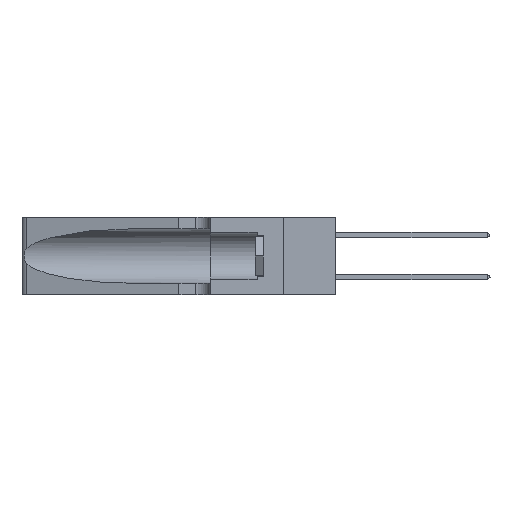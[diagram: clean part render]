
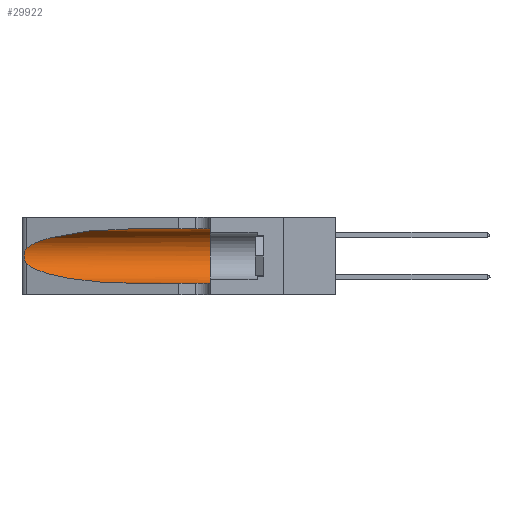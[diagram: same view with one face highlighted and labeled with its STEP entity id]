
A CAD part, left-side view. The second image highlights one B-rep face of the part: STEP entity #29922.
In plain terms, the highlighted cylindrical face has radius 3.308 mm (diameter 6.617 mm), a partial arc.
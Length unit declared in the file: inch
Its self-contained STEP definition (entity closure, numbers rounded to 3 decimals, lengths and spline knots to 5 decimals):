
#577 = EDGE_CURVE ( 'NONE', #1281, #21447, #26428, .T. ) ;
#940 = EDGE_CURVE ( 'NONE', #1281, #45326, #17280, .T. ) ;
#1281 = VERTEX_POINT ( 'NONE', #13282 ) ;
#1677 = CARTESIAN_POINT ( 'NONE',  ( 0.26075, 1.23896, 0.19203 ) ) ;
#1840 = CARTESIAN_POINT ( 'NONE',  ( 0.25639, 1.23186, 0.15144 ) ) ;
#2059 = DIRECTION ( 'NONE',  ( 0., -1., 0. ) ) ;
#2292 = VERTEX_POINT ( 'NONE', #8548 ) ;
#2448 = LINE ( 'NONE', #11689, #43219 ) ;
#2810 = CARTESIAN_POINT ( 'NONE',  ( 0.2373, 1.15595, 0.08982 ) ) ;
#4986 = ORIENTED_EDGE ( 'NONE', *, *, #15922, .T. ) ;
#5201 = ORIENTED_EDGE ( 'NONE', *, *, #577, .F. ) ;
#5427 = CARTESIAN_POINT ( 'NONE',  ( 0.25555, 1.22993, 0.14849 ) ) ;
#5685 = CARTESIAN_POINT ( 'NONE',  ( 0.1305, 1.61858, 0.185 ) ) ;
#6706 = CARTESIAN_POINT ( 'NONE',  ( 0.25487, 1.22718, 0.14631 ) ) ;
#8548 = CARTESIAN_POINT ( 'NONE',  ( 0.1305, 0.72297, 0.05475 ) ) ;
#8554 = CARTESIAN_POINT ( 'NONE',  ( 0.26075, 1.23896, 0.178 ) ) ;
#8868 = CARTESIAN_POINT ( 'NONE',  ( 0.26017, 1.23833, 0.17102 ) ) ;
#9961 = DIRECTION ( 'NONE',  ( 0., 0., 1. ) ) ;
#10154 = CARTESIAN_POINT ( 'NONE',  ( 0.25487, 1.22718, 0.14631 ) ) ;
#10850 = ORIENTED_EDGE ( 'NONE', *, *, #31712, .F. ) ;
#11077 = CARTESIAN_POINT ( 'NONE',  ( 0.25487, 1.22718, 0.22369 ) ) ;
#11689 = CARTESIAN_POINT ( 'NONE',  ( 0.1305, 1.61858, 0.05475 ) ) ;
#12478 = CARTESIAN_POINT ( 'NONE',  ( 0.25856, 1.23593, 0.16098 ) ) ;
#13282 = CARTESIAN_POINT ( 'NONE',  ( 0.1305, 0.72297, 0.31525 ) ) ;
#13581 = ORIENTED_EDGE ( 'NONE', *, *, #33988, .T. ) ;
#15922 = EDGE_CURVE ( 'NONE', #45326, #31112, #27018, .T. ) ;
#16518 = EDGE_LOOP ( 'NONE', ( #30527, #4986, #13581, #17835, #10850, #5201 ) ) ;
#16892 = AXIS2_PLACEMENT_3D ( 'NONE', #38500, #17634, #9961 ) ;
#17280 =( BOUNDED_CURVE ( )  B_SPLINE_CURVE ( 3, ( #21153, #46129, #42840, #24425 ),
 .UNSPECIFIED., .F., .T. ) 
 B_SPLINE_CURVE_WITH_KNOTS ( ( 4, 4 ),
 ( 1.5708, 2.84003 ),
 .UNSPECIFIED. ) 
 CURVE ( )  GEOMETRIC_REPRESENTATION_ITEM ( )  RATIONAL_B_SPLINE_CURVE ( ( 1., 0.87, 0.87, 1. ) ) 
 REPRESENTATION_ITEM ( '' )  );
#17634 = DIRECTION ( 'NONE',  ( 0., 1., 0. ) ) ;
#17835 = ORIENTED_EDGE ( 'NONE', *, *, #37417, .T. ) ;
#19793 = CYLINDRICAL_SURFACE ( 'NONE', #41306, 0.13025 ) ;
#20903 = CARTESIAN_POINT ( 'NONE',  ( 0.1305, 0.35, 0.05475 ) ) ;
#21153 = CARTESIAN_POINT ( 'NONE',  ( 0.1305, 0.72297, 0.31525 ) ) ;
#21447 = VERTEX_POINT ( 'NONE', #36962 ) ;
#23078 = CARTESIAN_POINT ( 'NONE',  ( 0.25854, 1.2359, 0.20912 ) ) ;
#24425 = CARTESIAN_POINT ( 'NONE',  ( 0.25487, 1.22718, 0.22369 ) ) ;
#25211 = CARTESIAN_POINT ( 'NONE',  ( 0.1305, 1.61858, 0.31525 ) ) ;
#26428 = LINE ( 'NONE', #25211, #34194 ) ;
#26780 = DIRECTION ( 'NONE',  ( 0., -1., 0. ) ) ;
#26805 = CARTESIAN_POINT ( 'NONE',  ( 0.25487, 1.22718, 0.14631 ) ) ;
#27018 = B_SPLINE_CURVE_WITH_KNOTS ( 'NONE', 3,
 ( #30219, #30074, #40863, #44427, #23078, #44895, #1677, #8554, #8868, #12478, #41009, #1840, #5427, #26805 ),
 .UNSPECIFIED., .F., .F.,
 ( 4, 2, 2, 2, 2, 2, 4 ),
 ( 0., 0.00027, 0.00053, 0.00107, 0.0016, 0.00187, 0.00214 ),
 .UNSPECIFIED. ) ;
#29922 = ADVANCED_FACE ( 'NONE', ( #40473 ), #19793, .F. ) ;
#30074 = CARTESIAN_POINT ( 'NONE',  ( 0.25555, 1.22994, 0.2215 ) ) ;
#30219 = CARTESIAN_POINT ( 'NONE',  ( 0.25487, 1.22718, 0.22369 ) ) ;
#30527 = ORIENTED_EDGE ( 'NONE', *, *, #940, .T. ) ;
#31112 = VERTEX_POINT ( 'NONE', #6706 ) ;
#31572 = DIRECTION ( 'NONE',  ( 0., 0., -1. ) ) ;
#31712 = EDGE_CURVE ( 'NONE', #21447, #37213, #44163, .T. ) ;
#31809 = CARTESIAN_POINT ( 'NONE',  ( 0.18966, 0.96281, 0.05475 ) ) ;
#33988 = EDGE_CURVE ( 'NONE', #31112, #2292, #43563, .T. ) ;
#34194 = VECTOR ( 'NONE', #2059, 39.37008 ) ;
#36918 = DIRECTION ( 'NONE',  ( 0., -1., 0. ) ) ;
#36962 = CARTESIAN_POINT ( 'NONE',  ( 0.1305, 0.35, 0.31525 ) ) ;
#37213 = VERTEX_POINT ( 'NONE', #20903 ) ;
#37417 = EDGE_CURVE ( 'NONE', #2292, #37213, #2448, .T. ) ;
#38500 = CARTESIAN_POINT ( 'NONE',  ( 0.1305, 0.35, 0.185 ) ) ;
#40473 = FACE_OUTER_BOUND ( 'NONE', #16518, .T. ) ;
#40863 = CARTESIAN_POINT ( 'NONE',  ( 0.25639, 1.23184, 0.21858 ) ) ;
#41009 = CARTESIAN_POINT ( 'NONE',  ( 0.25789, 1.23486, 0.15765 ) ) ;
#41306 = AXIS2_PLACEMENT_3D ( 'NONE', #5685, #26780, #31572 ) ;
#42291 = CARTESIAN_POINT ( 'NONE',  ( 0.1305, 0.72297, 0.05475 ) ) ;
#42840 = CARTESIAN_POINT ( 'NONE',  ( 0.2373, 1.15595, 0.28018 ) ) ;
#43219 = VECTOR ( 'NONE', #36918, 39.37008 ) ;
#43563 =( BOUNDED_CURVE ( )  B_SPLINE_CURVE ( 3, ( #10154, #2810, #31809, #42291 ),
 .UNSPECIFIED., .F., .F. ) 
 B_SPLINE_CURVE_WITH_KNOTS ( ( 4, 4 ),
 ( 3.44316, 4.71239 ),
 .UNSPECIFIED. ) 
 CURVE ( )  GEOMETRIC_REPRESENTATION_ITEM ( )  RATIONAL_B_SPLINE_CURVE ( ( 1., 0.87, 0.87, 1. ) ) 
 REPRESENTATION_ITEM ( '' )  );
#44163 = CIRCLE ( 'NONE', #16892, 0.13025 ) ;
#44427 = CARTESIAN_POINT ( 'NONE',  ( 0.25787, 1.23484, 0.2124 ) ) ;
#44895 = CARTESIAN_POINT ( 'NONE',  ( 0.26018, 1.23835, 0.19895 ) ) ;
#45326 = VERTEX_POINT ( 'NONE', #11077 ) ;
#46129 = CARTESIAN_POINT ( 'NONE',  ( 0.18966, 0.96281, 0.31525 ) ) ;
